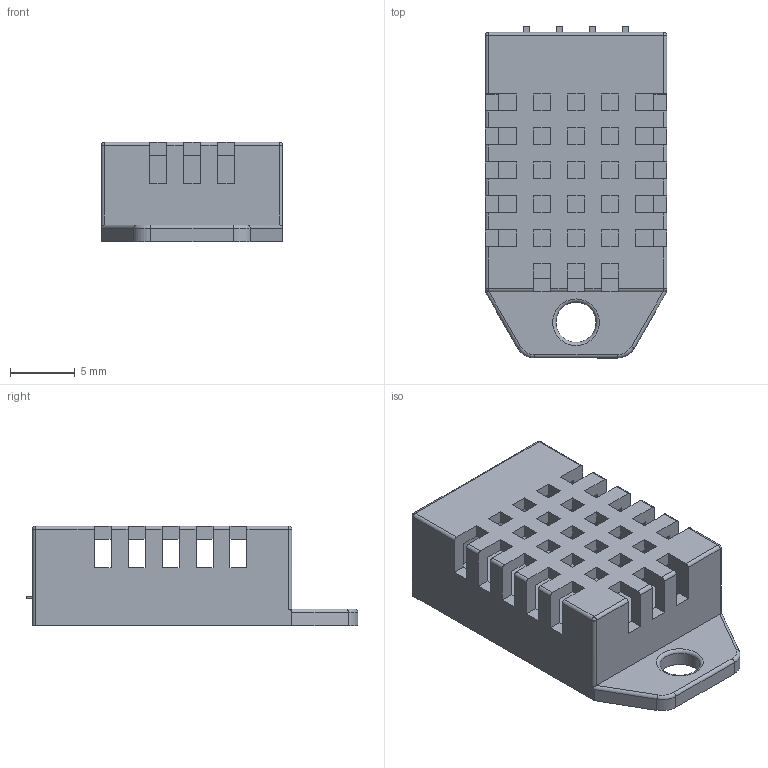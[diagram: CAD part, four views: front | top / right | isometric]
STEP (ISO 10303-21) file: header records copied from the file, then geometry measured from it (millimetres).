
FILE_DESCRIPTION(('STEP AP242'), '1');
FILE_NAME('DHT22 Module v3', '', ('UNSPECIFIED'), ('UNSPECIFIED'), 'ASCON STEP Converter 1.6', 'ASCON Math Kernel', '');
FILE_SCHEMA(('AP242_MANAGED_MODEL_BASED_3D_ENGINEERING_MIM_LF { 1 0 10303 442 1 1 4 }'));
Length unit declared in the file: millimetre
Products named in the file (3): DHT22 Module; dht22_1
Assembly tree (2 placements, depth 3):
  DHT22 Module
    (unnamed)
      dht22_1
Bounding box: 14 x 25.6 x 7.7 mm (x, y, z)
Volume: 894.4 mm3; surface area: 1987.2 mm2
Topology: 1 solids, 1 shells, 182 faces, 584 edges, 384 vertices
Faces by surface type: plane 148, cylinder 27, sphere 4, torus 3
Full cylindrical faces by diameter (mm): 3.1 x1
Entity records: 8087 total; most frequent: CARTESIAN_POINT 1189, ORIENTED_EDGE 1164, DIRECTION 1008, EDGE_CURVE 582, LINE 522, VECTOR 522, VERTEX_POINT 384, AXIS2_PLACEMENT_3D 243
